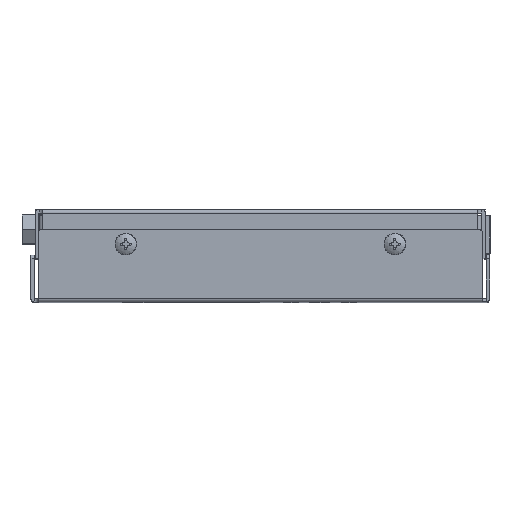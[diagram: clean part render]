
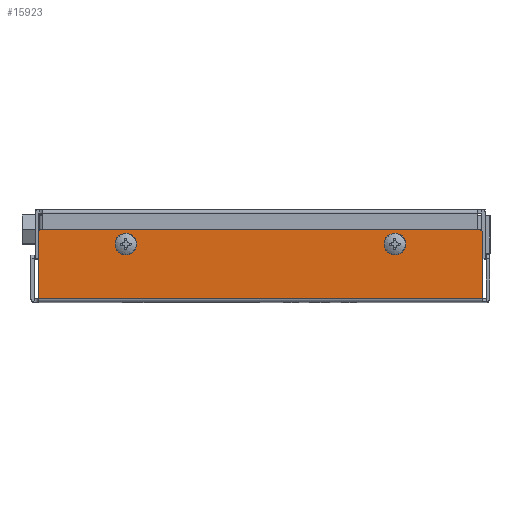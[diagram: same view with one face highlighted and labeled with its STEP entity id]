
A CAD part, top view. The second image highlights one B-rep face of the part: STEP entity #15923.
In plain terms, the highlighted planar face has unit normal (0, 0, 1).
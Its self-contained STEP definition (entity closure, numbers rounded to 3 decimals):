
#396 = AXIS2_PLACEMENT_3D ( 'NONE', #9436, #4683, #15968 ) ;
#546 = VERTEX_POINT ( 'NONE', #628 ) ;
#628 = CARTESIAN_POINT ( 'NONE',  ( 122.45, 7., 2.45 ) ) ;
#907 = VERTEX_POINT ( 'NONE', #16735 ) ;
#1020 = DIRECTION ( 'NONE',  ( 0., -1., 0. ) ) ;
#1105 = LINE ( 'NONE', #4269, #13467 ) ;
#1157 = EDGE_CURVE ( 'NONE', #12210, #17928, #11805, .T. ) ;
#1253 = VERTEX_POINT ( 'NONE', #2927 ) ;
#1325 = ORIENTED_EDGE ( 'NONE', *, *, #8557, .T. ) ;
#1422 = DIRECTION ( 'NONE',  ( 0., 0., 1. ) ) ;
#1634 = ORIENTED_EDGE ( 'NONE', *, *, #16802, .T. ) ;
#1978 = DIRECTION ( 'NONE',  ( 0., -1., 0. ) ) ;
#2130 = LINE ( 'NONE', #17654, #6941 ) ;
#2264 = ORIENTED_EDGE ( 'NONE', *, *, #1157, .F. ) ;
#2329 = EDGE_LOOP ( 'NONE', ( #12966, #9442, #15271, #1634, #18547, #1325 ) ) ;
#2429 = LINE ( 'NONE', #13192, #19118 ) ;
#2927 = CARTESIAN_POINT ( 'NONE',  ( 99.8, 4.5, 2.45 ) ) ;
#2996 = CARTESIAN_POINT ( 'NONE',  ( 25.4, 3.5, 2.45 ) ) ;
#3637 = AXIS2_PLACEMENT_3D ( 'NONE', #11061, #1422, #12713 ) ;
#3655 = DIRECTION ( 'NONE',  ( 0., 0., 1. ) ) ;
#3727 = LINE ( 'NONE', #9327, #8001 ) ;
#3733 = CARTESIAN_POINT ( 'NONE',  ( 121.45, 7., 2.45 ) ) ;
#3918 = EDGE_CURVE ( 'NONE', #10960, #4319, #13509, .T. ) ;
#4226 = VERTEX_POINT ( 'NONE', #7325 ) ;
#4238 = CARTESIAN_POINT ( 'NONE',  ( -0.45, 7., 2.45 ) ) ;
#4269 = CARTESIAN_POINT ( 'NONE',  ( 99.8, 4.5, 2.45 ) ) ;
#4314 = CARTESIAN_POINT ( 'NONE',  ( 23.8, 3.5, 2.45 ) ) ;
#4319 = VERTEX_POINT ( 'NONE', #10626 ) ;
#4377 = DIRECTION ( 'NONE',  ( 0., 0., 1. ) ) ;
#4649 = VECTOR ( 'NONE', #19426, 1000. ) ;
#4683 = DIRECTION ( 'NONE',  ( 0., 0., -1. ) ) ;
#4772 = CIRCLE ( 'NONE', #9446, 1.6 ) ;
#4773 = DIRECTION ( 'NONE',  ( 0., 0., 1. ) ) ;
#5187 = EDGE_CURVE ( 'NONE', #4226, #12210, #2429, .T. ) ;
#5208 = CARTESIAN_POINT ( 'NONE',  ( 25.4, 4.5, 2.45 ) ) ;
#5357 = DIRECTION ( 'NONE',  ( -1., 0., 0. ) ) ;
#6248 = PLANE ( 'NONE',  #396 ) ;
#6417 = EDGE_CURVE ( 'NONE', #12008, #907, #18862, .T. ) ;
#6621 = CARTESIAN_POINT ( 'NONE',  ( 121.45, 8., 2.45 ) ) ;
#6677 = EDGE_LOOP ( 'NONE', ( #14135, #7657, #11403, #2264 ) ) ;
#6902 = EDGE_CURVE ( 'NONE', #546, #15645, #19345, .T. ) ;
#6941 = VECTOR ( 'NONE', #12783, 1000. ) ;
#6961 = VECTOR ( 'NONE', #8959, 1000. ) ;
#7282 = CARTESIAN_POINT ( 'NONE',  ( 96.6, 4.5, 2.45 ) ) ;
#7323 = CARTESIAN_POINT ( 'NONE',  ( 99.8, 3.5, 2.45 ) ) ;
#7325 = CARTESIAN_POINT ( 'NONE',  ( 22.2, 4.5, 2.45 ) ) ;
#7350 = CARTESIAN_POINT ( 'NONE',  ( 96.6, 4.5, 2.45 ) ) ;
#7437 = FACE_BOUND ( 'NONE', #20756, .T. ) ;
#7568 = AXIS2_PLACEMENT_3D ( 'NONE', #9407, #20691, #11039 ) ;
#7657 = ORIENTED_EDGE ( 'NONE', *, *, #16654, .F. ) ;
#8001 = VECTOR ( 'NONE', #12612, 1000. ) ;
#8014 = VERTEX_POINT ( 'NONE', #8937 ) ;
#8557 = EDGE_CURVE ( 'NONE', #546, #12008, #8932, .T. ) ;
#8932 = CIRCLE ( 'NONE', #12413, 1. ) ;
#8937 = CARTESIAN_POINT ( 'NONE',  ( -0.45, -11., 2.45 ) ) ;
#8959 = DIRECTION ( 'NONE',  ( 0., -1., 0. ) ) ;
#9327 = CARTESIAN_POINT ( 'NONE',  ( 25.4, 4.5, 2.45 ) ) ;
#9346 = EDGE_CURVE ( 'NONE', #11659, #1253, #1105, .T. ) ;
#9361 = AXIS2_PLACEMENT_3D ( 'NONE', #13310, #3655, #14937 ) ;
#9407 = CARTESIAN_POINT ( 'NONE',  ( 23.8, 4.5, 2.45 ) ) ;
#9436 = CARTESIAN_POINT ( 'NONE',  ( 124.45, -11., 2.45 ) ) ;
#9442 = ORIENTED_EDGE ( 'NONE', *, *, #9527, .T. ) ;
#9446 = AXIS2_PLACEMENT_3D ( 'NONE', #14432, #4773, #16053 ) ;
#9527 = EDGE_CURVE ( 'NONE', #907, #14223, #11425, .T. ) ;
#9759 = CARTESIAN_POINT ( 'NONE',  ( 122.45, -11., 2.45 ) ) ;
#10353 = EDGE_CURVE ( 'NONE', #4319, #11659, #20600, .T. ) ;
#10626 = CARTESIAN_POINT ( 'NONE',  ( 96.6, 3.5, 2.45 ) ) ;
#10654 = ORIENTED_EDGE ( 'NONE', *, *, #20473, .F. ) ;
#10921 = ORIENTED_EDGE ( 'NONE', *, *, #3918, .F. ) ;
#10960 = VERTEX_POINT ( 'NONE', #7282 ) ;
#11039 = DIRECTION ( 'NONE',  ( 1., 0., 0. ) ) ;
#11061 = CARTESIAN_POINT ( 'NONE',  ( 0.55, 7., 2.45 ) ) ;
#11403 = ORIENTED_EDGE ( 'NONE', *, *, #14400, .F. ) ;
#11425 = CIRCLE ( 'NONE', #3637, 1. ) ;
#11659 = VERTEX_POINT ( 'NONE', #7323 ) ;
#11805 = CIRCLE ( 'NONE', #17728, 1.6 ) ;
#11898 = ORIENTED_EDGE ( 'NONE', *, *, #10353, .F. ) ;
#12008 = VERTEX_POINT ( 'NONE', #6621 ) ;
#12210 = VERTEX_POINT ( 'NONE', #16780 ) ;
#12413 = AXIS2_PLACEMENT_3D ( 'NONE', #3733, #15016, #5357 ) ;
#12612 = DIRECTION ( 'NONE',  ( 0., 1., 0. ) ) ;
#12713 = DIRECTION ( 'NONE',  ( -1., 0., 0. ) ) ;
#12718 = LINE ( 'NONE', #9759, #4649 ) ;
#12783 = DIRECTION ( 'NONE',  ( 0., -1., 0. ) ) ;
#12820 = CARTESIAN_POINT ( 'NONE',  ( 124.45, 8., 2.45 ) ) ;
#12966 = ORIENTED_EDGE ( 'NONE', *, *, #6417, .T. ) ;
#13192 = CARTESIAN_POINT ( 'NONE',  ( 22.2, 4.5, 2.45 ) ) ;
#13310 = CARTESIAN_POINT ( 'NONE',  ( 98.2, 3.5, 2.45 ) ) ;
#13393 = ORIENTED_EDGE ( 'NONE', *, *, #9346, .F. ) ;
#13467 = VECTOR ( 'NONE', #13985, 1000. ) ;
#13509 = LINE ( 'NONE', #7350, #6961 ) ;
#13923 = CARTESIAN_POINT ( 'NONE',  ( 122.45, 8., 2.45 ) ) ;
#13985 = DIRECTION ( 'NONE',  ( 0., 1., 0. ) ) ;
#14095 = VECTOR ( 'NONE', #17689, 1000. ) ;
#14135 = ORIENTED_EDGE ( 'NONE', *, *, #5187, .F. ) ;
#14223 = VERTEX_POINT ( 'NONE', #4238 ) ;
#14400 = EDGE_CURVE ( 'NONE', #17928, #18276, #3727, .T. ) ;
#14432 = CARTESIAN_POINT ( 'NONE',  ( 98.2, 4.5, 2.45 ) ) ;
#14937 = DIRECTION ( 'NONE',  ( 1., 0., 0. ) ) ;
#15016 = DIRECTION ( 'NONE',  ( 0., 0., 1. ) ) ;
#15271 = ORIENTED_EDGE ( 'NONE', *, *, #15967, .T. ) ;
#15645 = VERTEX_POINT ( 'NONE', #19873 ) ;
#15923 = ADVANCED_FACE ( 'NONE', ( #16042, #7437, #19771 ), #6248, .F. ) ;
#15967 = EDGE_CURVE ( 'NONE', #14223, #8014, #2130, .T. ) ;
#15968 = DIRECTION ( 'NONE',  ( -1., 0., 0. ) ) ;
#16042 = FACE_BOUND ( 'NONE', #6677, .T. ) ;
#16053 = DIRECTION ( 'NONE',  ( 1., 0., 0. ) ) ;
#16654 = EDGE_CURVE ( 'NONE', #18276, #4226, #19004, .T. ) ;
#16735 = CARTESIAN_POINT ( 'NONE',  ( 0.55, 8., 2.45 ) ) ;
#16780 = CARTESIAN_POINT ( 'NONE',  ( 22.2, 3.5, 2.45 ) ) ;
#16802 = EDGE_CURVE ( 'NONE', #8014, #15645, #12718, .T. ) ;
#17654 = CARTESIAN_POINT ( 'NONE',  ( -0.45, 8., 2.45 ) ) ;
#17689 = DIRECTION ( 'NONE',  ( -1., 0., 0. ) ) ;
#17728 = AXIS2_PLACEMENT_3D ( 'NONE', #4314, #4377, #18743 ) ;
#17928 = VERTEX_POINT ( 'NONE', #2996 ) ;
#18276 = VERTEX_POINT ( 'NONE', #5208 ) ;
#18547 = ORIENTED_EDGE ( 'NONE', *, *, #6902, .F. ) ;
#18743 = DIRECTION ( 'NONE',  ( 1., 0., 0. ) ) ;
#18841 = VECTOR ( 'NONE', #1020, 1000. ) ;
#18862 = LINE ( 'NONE', #12820, #14095 ) ;
#19004 = CIRCLE ( 'NONE', #7568, 1.6 ) ;
#19118 = VECTOR ( 'NONE', #1978, 1000. ) ;
#19345 = LINE ( 'NONE', #13923, #18841 ) ;
#19426 = DIRECTION ( 'NONE',  ( 1., 0., 0. ) ) ;
#19771 = FACE_OUTER_BOUND ( 'NONE', #2329, .T. ) ;
#19873 = CARTESIAN_POINT ( 'NONE',  ( 122.45, -11., 2.45 ) ) ;
#20473 = EDGE_CURVE ( 'NONE', #1253, #10960, #4772, .T. ) ;
#20600 = CIRCLE ( 'NONE', #9361, 1.6 ) ;
#20691 = DIRECTION ( 'NONE',  ( 0., 0., 1. ) ) ;
#20756 = EDGE_LOOP ( 'NONE', ( #10921, #10654, #13393, #11898 ) ) ;
